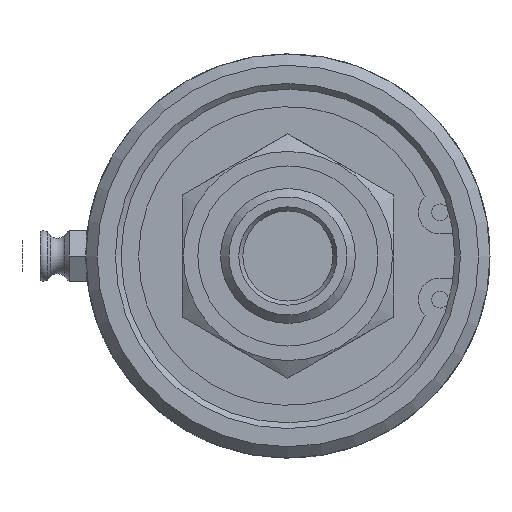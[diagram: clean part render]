
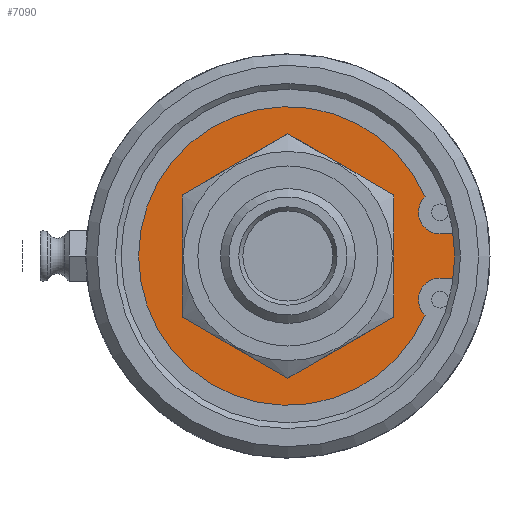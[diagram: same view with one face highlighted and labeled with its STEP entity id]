
A CAD part, left-side view. The second image highlights one B-rep face of the part: STEP entity #7090.
In plain terms, the highlighted planar face has unit normal (-1, 0, 0).
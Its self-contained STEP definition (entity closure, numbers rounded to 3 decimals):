
#110=FACE_BOUND('',#1986,.T.);
#618=LINE('',#16115,#999);
#623=LINE('',#16133,#1004);
#999=VECTOR('',#8484,10.);
#1004=VECTOR('',#8499,10.);
#1175=PLANE('',#7545);
#1542=FACE_OUTER_BOUND('',#1985,.T.);
#1985=EDGE_LOOP('',(#6337,#6338,#6339,#6340,#6341,#6342));
#1986=EDGE_LOOP('',(#6343,#6344));
#2572=CIRCLE('',#7423,13.9);
#2573=CIRCLE('',#7424,13.9);
#2582=CIRCLE('',#7439,3.048);
#2583=CIRCLE('',#7441,3.048);
#2584=CIRCLE('',#7443,21.057);
#2640=CIRCLE('',#7546,25.375);
#3244=VERTEX_POINT('',#16085);
#3245=VERTEX_POINT('',#16086);
#3255=VERTEX_POINT('',#16112);
#3256=VERTEX_POINT('',#16114);
#3260=VERTEX_POINT('',#16130);
#3261=VERTEX_POINT('',#16132);
#3262=VERTEX_POINT('',#16136);
#3263=VERTEX_POINT('',#16140);
#4210=EDGE_CURVE('',#3244,#3245,#2572,.T.);
#4211=EDGE_CURVE('',#3245,#3244,#2573,.T.);
#4223=EDGE_CURVE('',#3256,#3255,#618,.T.);
#4231=EDGE_CURVE('',#3261,#3260,#623,.T.);
#4233=EDGE_CURVE('',#3262,#3256,#2582,.T.);
#4235=EDGE_CURVE('',#3260,#3263,#2583,.T.);
#4237=EDGE_CURVE('',#3263,#3262,#2584,.T.);
#4337=EDGE_CURVE('',#3255,#3261,#2640,.T.);
#6337=ORIENTED_EDGE('',*,*,#4223,.T.);
#6338=ORIENTED_EDGE('',*,*,#4337,.T.);
#6339=ORIENTED_EDGE('',*,*,#4231,.T.);
#6340=ORIENTED_EDGE('',*,*,#4235,.T.);
#6341=ORIENTED_EDGE('',*,*,#4237,.T.);
#6342=ORIENTED_EDGE('',*,*,#4233,.T.);
#6343=ORIENTED_EDGE('',*,*,#4210,.T.);
#6344=ORIENTED_EDGE('',*,*,#4211,.T.);
#7090=ADVANCED_FACE('',(#1542,#110),#1175,.F.);
#7423=AXIS2_PLACEMENT_3D('',#16087,#8460,#8461);
#7424=AXIS2_PLACEMENT_3D('',#16088,#8462,#8463);
#7439=AXIS2_PLACEMENT_3D('',#16137,#8503,#8504);
#7441=AXIS2_PLACEMENT_3D('',#16141,#8508,#8509);
#7443=AXIS2_PLACEMENT_3D('',#16144,#8513,#8514);
#7545=AXIS2_PLACEMENT_3D('',#16365,#8759,#8760);
#7546=AXIS2_PLACEMENT_3D('',#16366,#8761,#8762);
#8460=DIRECTION('center_axis',(1.,0.,0.));
#8461=DIRECTION('ref_axis',(0.,1.,0.));
#8462=DIRECTION('center_axis',(1.,0.,0.));
#8463=DIRECTION('ref_axis',(0.,1.,0.));
#8484=DIRECTION('',(0.,-1.,0.));
#8499=DIRECTION('',(0.,1.,0.));
#8503=DIRECTION('center_axis',(1.,0.,0.));
#8504=DIRECTION('ref_axis',(0.,0.,1.));
#8508=DIRECTION('center_axis',(1.,0.,0.));
#8509=DIRECTION('ref_axis',(0.,-0.961,0.276));
#8513=DIRECTION('center_axis',(-1.,0.,0.));
#8514=DIRECTION('ref_axis',(0.,0.,-1.));
#8759=DIRECTION('center_axis',(1.,0.,0.));
#8760=DIRECTION('ref_axis',(0.,0.,-1.));
#8761=DIRECTION('center_axis',(-1.,0.,0.));
#8762=DIRECTION('ref_axis',(0.,1.,0.));
#16085=CARTESIAN_POINT('',(3.978,13.9,0.));
#16086=CARTESIAN_POINT('',(3.978,-13.9,0.));
#16087=CARTESIAN_POINT('Origin',(3.978,0.,0.));
#16088=CARTESIAN_POINT('Origin',(3.978,0.,0.));
#16112=CARTESIAN_POINT('',(3.978,-25.184,-3.112));
#16114=CARTESIAN_POINT('',(3.978,-21.461,-3.112));
#16115=CARTESIAN_POINT('',(3.978,-3.137,-3.112));
#16130=CARTESIAN_POINT('',(3.978,-21.461,3.112));
#16132=CARTESIAN_POINT('',(3.978,-25.184,3.112));
#16133=CARTESIAN_POINT('',(3.978,-1.275,3.112));
#16136=CARTESIAN_POINT('',(3.978,-19.334,-8.343));
#16137=CARTESIAN_POINT('Origin',(3.978,-21.461,-6.16));
#16140=CARTESIAN_POINT('',(3.978,-19.334,8.343));
#16141=CARTESIAN_POINT('Origin',(3.978,-21.461,6.16));
#16144=CARTESIAN_POINT('Origin',(3.978,0.,0.));
#16365=CARTESIAN_POINT('Origin',(3.978,18.91,0.));
#16366=CARTESIAN_POINT('Origin',(3.978,0.,0.));
